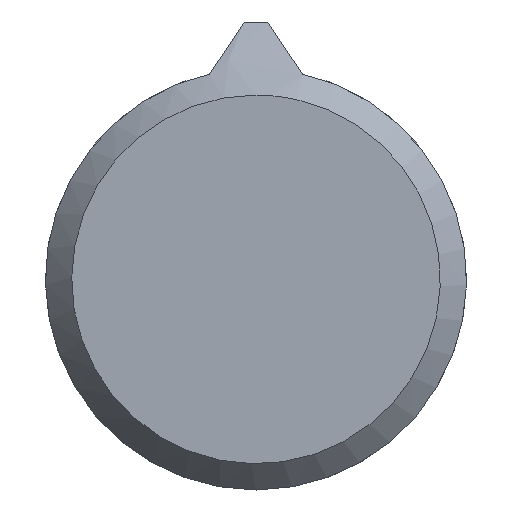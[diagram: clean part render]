
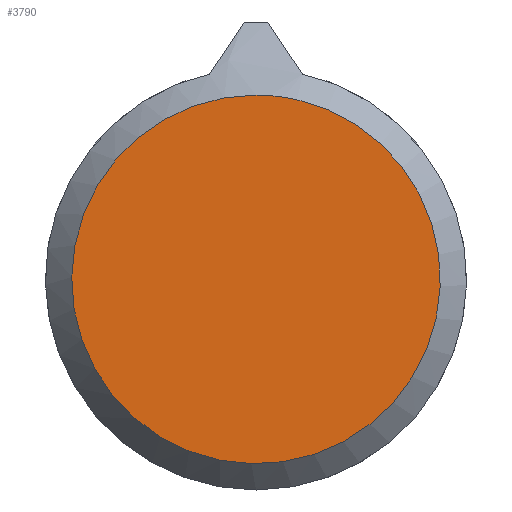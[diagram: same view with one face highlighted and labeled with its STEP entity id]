
A CAD part, front view. The second image highlights one B-rep face of the part: STEP entity #3790.
In plain terms, the highlighted planar face has unit normal (0, -1, 0).
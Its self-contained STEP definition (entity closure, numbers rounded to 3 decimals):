
#279 = DIRECTION ( 'NONE',  ( 0., 1., 0. ) ) ;
#3790 = ADVANCED_FACE ( 'NONE', ( #10787 ), #24186, .F. ) ;
#5265 = AXIS2_PLACEMENT_3D ( 'NONE', #31489, #279, #5525 ) ;
#5525 = DIRECTION ( 'NONE',  ( 0., 0., 1. ) ) ;
#7419 = DIRECTION ( 'NONE',  ( 0., 0., -1. ) ) ;
#10203 = VERTEX_POINT ( 'NONE', #14207 ) ;
#10787 = FACE_OUTER_BOUND ( 'NONE', #21183, .T. ) ;
#12744 = CIRCLE ( 'NONE', #14025, 7.877 ) ;
#14025 = AXIS2_PLACEMENT_3D ( 'NONE', #17693, #23027, #7419 ) ;
#14207 = CARTESIAN_POINT ( 'NONE',  ( 0., 0., -7.877 ) ) ;
#17693 = CARTESIAN_POINT ( 'NONE',  ( 0., 0., 0. ) ) ;
#21183 = EDGE_LOOP ( 'NONE', ( #32441 ) ) ;
#23027 = DIRECTION ( 'NONE',  ( 0., -1., 0. ) ) ;
#24186 = PLANE ( 'NONE',  #5265 ) ;
#31489 = CARTESIAN_POINT ( 'NONE',  ( 0., 0., 0. ) ) ;
#31534 = EDGE_CURVE ( 'NONE', #10203, #10203, #12744, .T. ) ;
#32441 = ORIENTED_EDGE ( 'NONE', *, *, #31534, .T. ) ;
